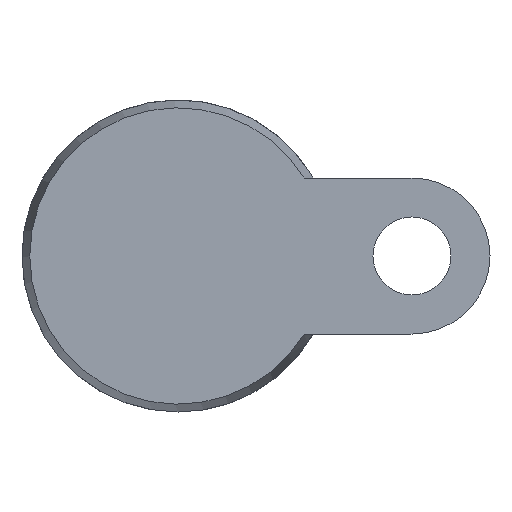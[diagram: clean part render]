
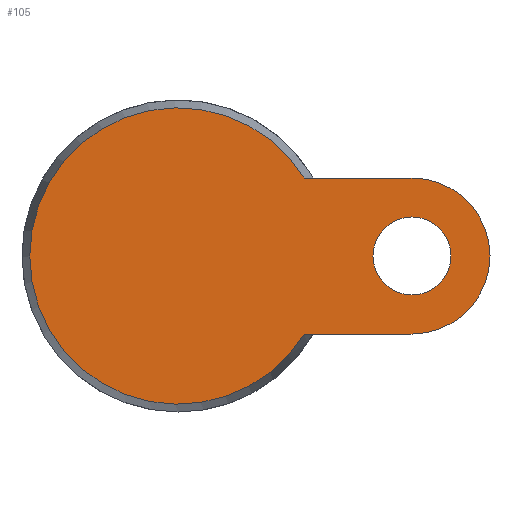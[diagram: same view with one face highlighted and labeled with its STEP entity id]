
A CAD part, front view. The second image highlights one B-rep face of the part: STEP entity #105.
In plain terms, the highlighted planar face has unit normal (0, -1, 0).
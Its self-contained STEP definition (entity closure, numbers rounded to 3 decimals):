
#105 = ADVANCED_FACE( '', ( #234, #235 ), #236, .F. );
#234 = FACE_BOUND( '', #393, .T. );
#235 = FACE_OUTER_BOUND( '', #394, .T. );
#236 = PLANE( '', #395 );
#393 = EDGE_LOOP( '', ( #630 ) );
#394 = EDGE_LOOP( '', ( #631, #632, #633, #634 ) );
#395 = AXIS2_PLACEMENT_3D( '', #635, #636, #637 );
#630 = ORIENTED_EDGE( '', *, *, #912, .T. );
#631 = ORIENTED_EDGE( '', *, *, #913, .F. );
#632 = ORIENTED_EDGE( '', *, *, #882, .T. );
#633 = ORIENTED_EDGE( '', *, *, #864, .F. );
#634 = ORIENTED_EDGE( '', *, *, #894, .F. );
#635 = CARTESIAN_POINT( '', ( 28.5, 0., 0. ) );
#636 = DIRECTION( '', ( 0., 1., 0. ) );
#637 = DIRECTION( '', ( 0., 0., 1. ) );
#864 = EDGE_CURVE( '', #1012, #1013, #1014, .T. );
#882 = EDGE_CURVE( '', #1037, #1013, #1040, .T. );
#894 = EDGE_CURVE( '', #1059, #1012, #1060, .T. );
#912 = EDGE_CURVE( '', #1086, #1086, #1087, .T. );
#913 = EDGE_CURVE( '', #1037, #1059, #1088, .T. );
#1012 = VERTEX_POINT( '', #1245 );
#1013 = VERTEX_POINT( '', #1246 );
#1014 = LINE( '', #1247, #1248 );
#1037 = VERTEX_POINT( '', #1286 );
#1040 = CIRCLE( '', #1292, 28.5 );
#1059 = VERTEX_POINT( '', #1343 );
#1060 = CIRCLE( '', #1344, 15. );
#1086 = VERTEX_POINT( '', #1390 );
#1087 = CIRCLE( '', #1391, 7.5 );
#1088 = LINE( '', #1392, #1393 );
#1245 = CARTESIAN_POINT( '', ( 45., 0., -15. ) );
#1246 = CARTESIAN_POINT( '', ( 24.233, 0., -15. ) );
#1247 = CARTESIAN_POINT( '', ( 45., 0., -15. ) );
#1248 = VECTOR( '', #1544, 1000. );
#1286 = CARTESIAN_POINT( '', ( 24.233, 0., 15. ) );
#1292 = AXIS2_PLACEMENT_3D( '', #1561, #1562, #1563 );
#1343 = CARTESIAN_POINT( '', ( 45., 0., 15. ) );
#1344 = AXIS2_PLACEMENT_3D( '', #1571, #1572, #1573 );
#1390 = CARTESIAN_POINT( '', ( 52.5, 0., 0. ) );
#1391 = AXIS2_PLACEMENT_3D( '', #1596, #1597, #1598 );
#1392 = CARTESIAN_POINT( '', ( 0., 0., 15. ) );
#1393 = VECTOR( '', #1599, 1000. );
#1544 = DIRECTION( '', ( -1., 0., 0. ) );
#1561 = CARTESIAN_POINT( '', ( 0., 0., 0. ) );
#1562 = DIRECTION( '', ( 0., -1., 0. ) );
#1563 = DIRECTION( '', ( 0., 0., -1. ) );
#1571 = CARTESIAN_POINT( '', ( 45., 0., 0. ) );
#1572 = DIRECTION( '', ( 0., 1., 0. ) );
#1573 = DIRECTION( '', ( 1., 0., 0. ) );
#1596 = CARTESIAN_POINT( '', ( 45., 0., 0. ) );
#1597 = DIRECTION( '', ( 0., 1., 0. ) );
#1598 = DIRECTION( '', ( 1., 0., 0. ) );
#1599 = DIRECTION( '', ( 1., 0., 0. ) );
